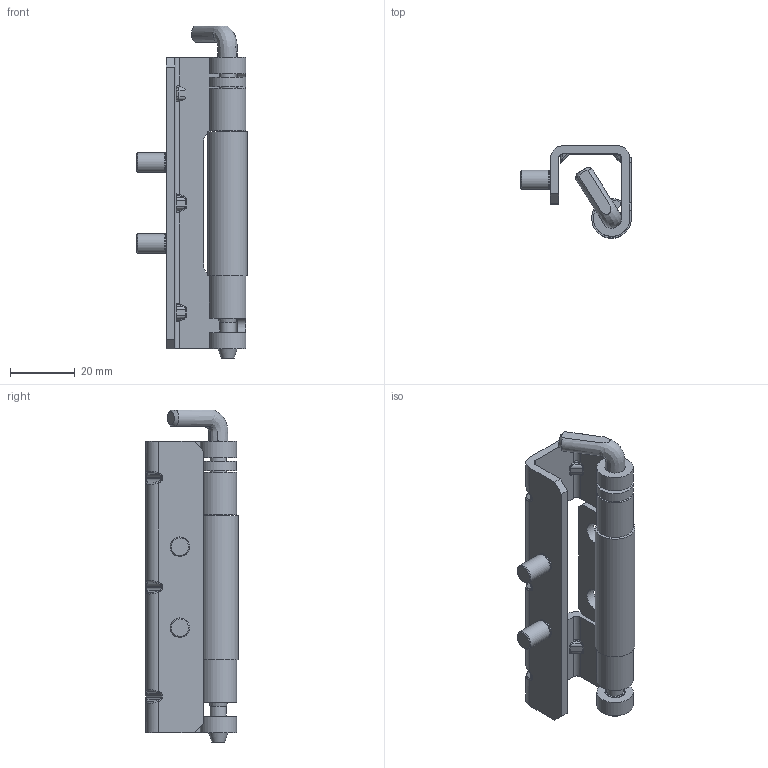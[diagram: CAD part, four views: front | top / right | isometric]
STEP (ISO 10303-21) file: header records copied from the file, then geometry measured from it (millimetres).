
FILE_DESCRIPTION(('STEP AP203'),'1');
FILE_NAME('995.6.3.4.1.step','2016-08-19T07:26:54',(' '),(' '),'Spatial InterOp 3D',' ',' ');
FILE_SCHEMA(('CONFIG_CONTROL_DESIGN'));
Length unit declared in the file: millimetre
Products named in the file (6): 1; 2; 3; 4; 5; 6
Bounding box: 34.25 x 28.5 x 102.5 mm (x, y, z)
Volume: 20510 mm3; surface area: 17845.5 mm2
Topology: 6 solids, 6 shells, 362 faces, 942 edges, 597 vertices
Faces by surface type: plane 180, cylinder 111, bspline 66, cone 5
Full cylindrical faces by diameter (mm): 5 x2, 5.7 x2, 6 x6, 7 x2, 8 x2
Entity records: 14935 total; most frequent: CARTESIAN_POINT 6030, DIRECTION 1846, ORIENTED_EDGE 1798, EDGE_CURVE 899, AXIS2_PLACEMENT_3D 688, VERTEX_POINT 579, LINE 470, VECTOR 470
